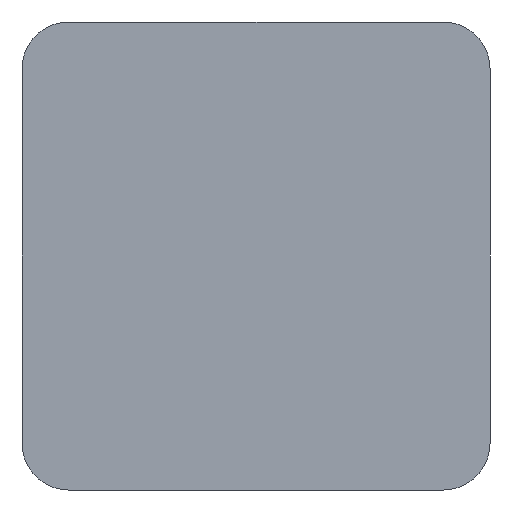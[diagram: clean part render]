
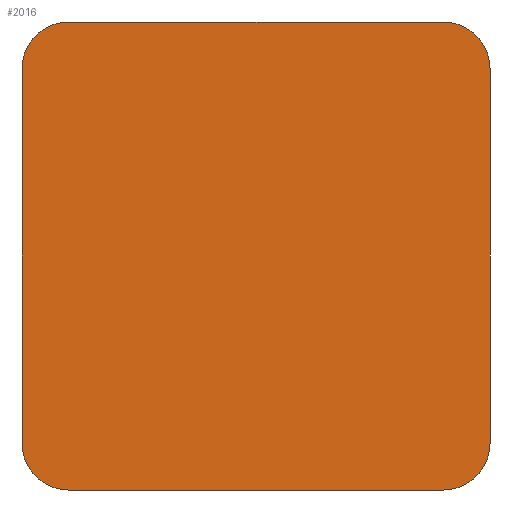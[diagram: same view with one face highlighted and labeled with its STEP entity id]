
A CAD part, front view. The second image highlights one B-rep face of the part: STEP entity #2016.
In plain terms, the highlighted planar face has unit normal (0, -1, 0).
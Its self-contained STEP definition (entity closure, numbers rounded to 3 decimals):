
#4 = ORIENTED_EDGE ( 'NONE', *, *, #1513, .F. ) ;
#69 = ORIENTED_EDGE ( 'NONE', *, *, #2100, .F. ) ;
#141 = AXIS2_PLACEMENT_3D ( 'NONE', #1898, #869, #371 ) ;
#158 = LINE ( 'NONE', #1167, #1452 ) ;
#221 = DIRECTION ( 'NONE',  ( 0., 0., 1. ) ) ;
#233 = VERTEX_POINT ( 'NONE', #539 ) ;
#266 = LINE ( 'NONE', #2071, #1789 ) ;
#267 = CIRCLE ( 'NONE', #1815, 5. ) ;
#268 = VERTEX_POINT ( 'NONE', #1156 ) ;
#299 = CARTESIAN_POINT ( 'NONE',  ( 0., 0., 0. ) ) ;
#317 = AXIS2_PLACEMENT_3D ( 'NONE', #299, #1180, #657 ) ;
#366 = DIRECTION ( 'NONE',  ( 0., -1., 0. ) ) ;
#371 = DIRECTION ( 'NONE',  ( 0., 0., 1. ) ) ;
#435 = LINE ( 'NONE', #528, #1348 ) ;
#495 = EDGE_CURVE ( 'NONE', #1855, #2232, #267, .T. ) ;
#502 = AXIS2_PLACEMENT_3D ( 'NONE', #2097, #366, #549 ) ;
#528 = CARTESIAN_POINT ( 'NONE',  ( -25., 0., -25. ) ) ;
#539 = CARTESIAN_POINT ( 'NONE',  ( 20., 0., 25. ) ) ;
#549 = DIRECTION ( 'NONE',  ( 0., 0., 1. ) ) ;
#567 = CIRCLE ( 'NONE', #1742, 5. ) ;
#657 = DIRECTION ( 'NONE',  ( 0., 0., 1. ) ) ;
#689 = DIRECTION ( 'NONE',  ( 1., 0., 0. ) ) ;
#690 = DIRECTION ( 'NONE',  ( 0., 0., 1. ) ) ;
#717 = EDGE_CURVE ( 'NONE', #2125, #1961, #567, .T. ) ;
#835 = FACE_OUTER_BOUND ( 'NONE', #1464, .T. ) ;
#869 = DIRECTION ( 'NONE',  ( 0., -1., 0. ) ) ;
#885 = DIRECTION ( 'NONE',  ( 0., 0., 1. ) ) ;
#952 = ORIENTED_EDGE ( 'NONE', *, *, #1479, .T. ) ;
#974 = VECTOR ( 'NONE', #689, 1000. ) ;
#1015 = DIRECTION ( 'NONE',  ( 0., 0., -1. ) ) ;
#1059 = CIRCLE ( 'NONE', #141, 5. ) ;
#1070 = CARTESIAN_POINT ( 'NONE',  ( 20., 0., -20. ) ) ;
#1150 = CARTESIAN_POINT ( 'NONE',  ( -25., 0., 20. ) ) ;
#1156 = CARTESIAN_POINT ( 'NONE',  ( -20., 0., 25. ) ) ;
#1167 = CARTESIAN_POINT ( 'NONE',  ( 25., 0., -25. ) ) ;
#1180 = DIRECTION ( 'NONE',  ( 0., 1., 0. ) ) ;
#1185 = CARTESIAN_POINT ( 'NONE',  ( 25., 0., -20. ) ) ;
#1212 = CARTESIAN_POINT ( 'NONE',  ( -25., 0., 25. ) ) ;
#1348 = VECTOR ( 'NONE', #885, 1000. ) ;
#1390 = CARTESIAN_POINT ( 'NONE',  ( -20., 0., -20. ) ) ;
#1422 = ORIENTED_EDGE ( 'NONE', *, *, #495, .T. ) ;
#1447 = DIRECTION ( 'NONE',  ( 0., -1., 0. ) ) ;
#1452 = VECTOR ( 'NONE', #1015, 1000. ) ;
#1464 = EDGE_LOOP ( 'NONE', ( #1768, #1472, #69, #952, #4, #1422, #1672, #1517 ) ) ;
#1472 = ORIENTED_EDGE ( 'NONE', *, *, #2217, .T. ) ;
#1479 = EDGE_CURVE ( 'NONE', #268, #1834, #1059, .T. ) ;
#1497 = CIRCLE ( 'NONE', #502, 5. ) ;
#1510 = CARTESIAN_POINT ( 'NONE',  ( -25., 0., -20. ) ) ;
#1513 = EDGE_CURVE ( 'NONE', #1855, #1834, #435, .T. ) ;
#1517 = ORIENTED_EDGE ( 'NONE', *, *, #717, .T. ) ;
#1545 = DIRECTION ( 'NONE',  ( 0., -1., 0. ) ) ;
#1672 = ORIENTED_EDGE ( 'NONE', *, *, #2155, .F. ) ;
#1712 = DIRECTION ( 'NONE',  ( -1., 0., 0. ) ) ;
#1739 = CARTESIAN_POINT ( 'NONE',  ( 20., 0., -25. ) ) ;
#1742 = AXIS2_PLACEMENT_3D ( 'NONE', #1070, #1447, #221 ) ;
#1749 = VERTEX_POINT ( 'NONE', #1832 ) ;
#1764 = CARTESIAN_POINT ( 'NONE',  ( -20., 0., -25. ) ) ;
#1768 = ORIENTED_EDGE ( 'NONE', *, *, #1887, .F. ) ;
#1789 = VECTOR ( 'NONE', #1712, 1000. ) ;
#1815 = AXIS2_PLACEMENT_3D ( 'NONE', #1390, #1545, #690 ) ;
#1832 = CARTESIAN_POINT ( 'NONE',  ( 25., 0., 20. ) ) ;
#1834 = VERTEX_POINT ( 'NONE', #1150 ) ;
#1855 = VERTEX_POINT ( 'NONE', #1510 ) ;
#1887 = EDGE_CURVE ( 'NONE', #1749, #1961, #158, .T. ) ;
#1898 = CARTESIAN_POINT ( 'NONE',  ( -20., 0., 20. ) ) ;
#1961 = VERTEX_POINT ( 'NONE', #1185 ) ;
#2016 = ADVANCED_FACE ( 'NONE', ( #835 ), #2210, .F. ) ;
#2071 = CARTESIAN_POINT ( 'NONE',  ( -25., 0., -25. ) ) ;
#2097 = CARTESIAN_POINT ( 'NONE',  ( 20., 0., 20. ) ) ;
#2100 = EDGE_CURVE ( 'NONE', #268, #233, #2192, .T. ) ;
#2125 = VERTEX_POINT ( 'NONE', #1739 ) ;
#2155 = EDGE_CURVE ( 'NONE', #2125, #2232, #266, .T. ) ;
#2192 = LINE ( 'NONE', #1212, #974 ) ;
#2210 = PLANE ( 'NONE',  #317 ) ;
#2217 = EDGE_CURVE ( 'NONE', #1749, #233, #1497, .T. ) ;
#2232 = VERTEX_POINT ( 'NONE', #1764 ) ;
